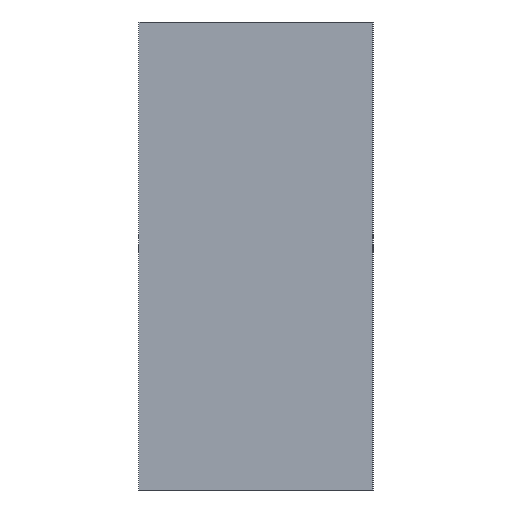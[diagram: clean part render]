
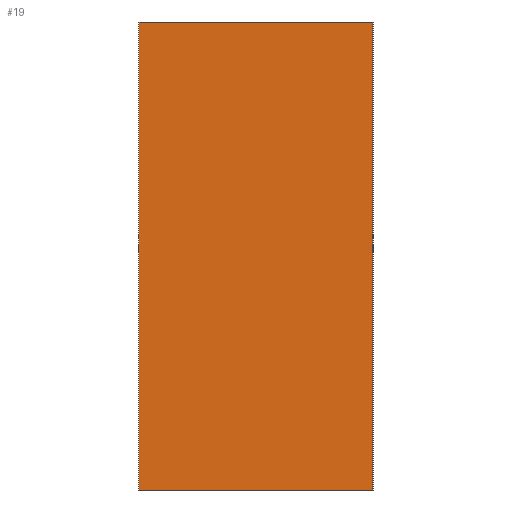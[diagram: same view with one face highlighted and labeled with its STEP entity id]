
A CAD part, left-side view. The second image highlights one B-rep face of the part: STEP entity #19.
In plain terms, the highlighted planar face has unit normal (-1, 0, 0).
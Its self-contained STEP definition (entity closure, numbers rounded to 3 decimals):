
#19=ADVANCED_FACE('',(#25),#93,.T.);
#25=FACE_OUTER_BOUND('',#31,.T.);
#31=EDGE_LOOP('',(#52,#53,#54,#55));
#52=ORIENTED_EDGE('',*,*,#58,.F.);
#53=ORIENTED_EDGE('',*,*,#62,.F.);
#54=ORIENTED_EDGE('',*,*,#65,.F.);
#55=ORIENTED_EDGE('',*,*,#67,.F.);
#58=EDGE_CURVE('',#82,#83,#70,.T.);
#62=EDGE_CURVE('',#85,#82,#74,.T.);
#65=EDGE_CURVE('',#87,#85,#77,.T.);
#67=EDGE_CURVE('',#83,#87,#79,.T.);
#70=B_SPLINE_CURVE_WITH_KNOTS('',1,(#218,#219),.UNSPECIFIED.,.F.,.F.,(2,
2),(0.,40.),.UNSPECIFIED.);
#74=B_SPLINE_CURVE_WITH_KNOTS('',1,(#226,#227),.UNSPECIFIED.,.F.,.F.,(2,
2),(0.,20.),.UNSPECIFIED.);
#77=B_SPLINE_CURVE_WITH_KNOTS('',1,(#232,#233),.UNSPECIFIED.,.F.,.F.,(2,
2),(0.,40.),.UNSPECIFIED.);
#79=B_SPLINE_CURVE_WITH_KNOTS('',1,(#236,#237),.UNSPECIFIED.,.F.,.F.,(2,
2),(0.,20.),.UNSPECIFIED.);
#82=VERTEX_POINT('',#208);
#83=VERTEX_POINT('',#209);
#85=VERTEX_POINT('',#211);
#87=VERTEX_POINT('',#213);
#93=PLANE('',#187);
#187=AXIS2_PLACEMENT_3D('',#205,#196,$);
#196=DIRECTION('',(-1.,0.,0.));
#205=CARTESIAN_POINT('',(-125.,12.012,-4.012));
#208=CARTESIAN_POINT('',(-125.,-10.,40.));
#209=CARTESIAN_POINT('',(-125.,-10.,0.));
#211=CARTESIAN_POINT('',(-125.,10.,40.));
#213=CARTESIAN_POINT('',(-125.,10.,0.));
#218=CARTESIAN_POINT('',(-125.,-10.,40.));
#219=CARTESIAN_POINT('',(-125.,-10.,0.));
#226=CARTESIAN_POINT('',(-125.,10.,40.));
#227=CARTESIAN_POINT('',(-125.,-10.,40.));
#232=CARTESIAN_POINT('',(-125.,10.,0.));
#233=CARTESIAN_POINT('',(-125.,10.,40.));
#236=CARTESIAN_POINT('',(-125.,-10.,0.));
#237=CARTESIAN_POINT('',(-125.,10.,0.));
